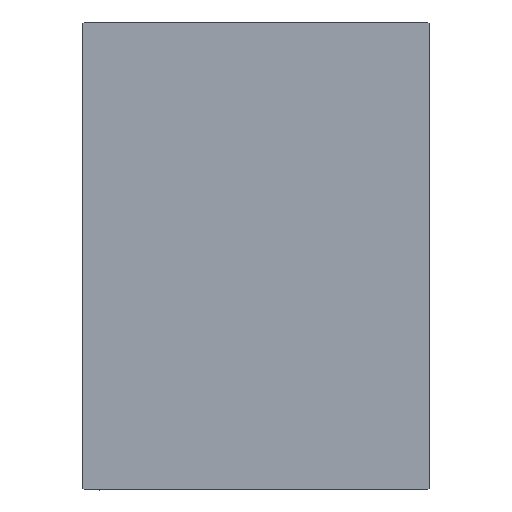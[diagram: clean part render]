
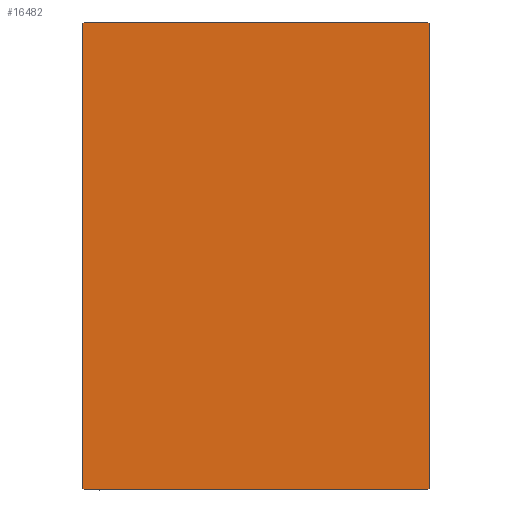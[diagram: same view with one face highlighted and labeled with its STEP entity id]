
A CAD part, left-side view. The second image highlights one B-rep face of the part: STEP entity #16482.
In plain terms, the highlighted face is planar.
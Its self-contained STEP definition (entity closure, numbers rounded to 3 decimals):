
#386 = EDGE_LOOP ( 'NONE', ( #4919, #6973, #30298, #1235, #30738, #14260, #14734, #39375 ) ) ;
#1235 = ORIENTED_EDGE ( 'NONE', *, *, #37042, .T. ) ;
#2429 = VECTOR ( 'NONE', #12021, 1000. ) ;
#4556 = CARTESIAN_POINT ( 'NONE',  ( 88., 31.2, 42.5 ) ) ;
#4919 = ORIENTED_EDGE ( 'NONE', *, *, #42031, .T. ) ;
#6900 = VERTEX_POINT ( 'NONE', #23995 ) ;
#6973 = ORIENTED_EDGE ( 'NONE', *, *, #14820, .T. ) ;
#7373 = VECTOR ( 'NONE', #26588, 1000. ) ;
#7405 = DIRECTION ( 'NONE',  ( 0., -1., 0. ) ) ;
#8080 = VECTOR ( 'NONE', #35503, 1000. ) ;
#8422 = VERTEX_POINT ( 'NONE', #4556 ) ;
#8640 = CARTESIAN_POINT ( 'NONE',  ( 88., -31.5, -42.5 ) ) ;
#10024 = CARTESIAN_POINT ( 'NONE',  ( 88., 31.5, -42.5 ) ) ;
#10896 = CARTESIAN_POINT ( 'NONE',  ( 88., 31.5, 42.5 ) ) ;
#12021 = DIRECTION ( 'NONE',  ( 0., -0.707, -0.707 ) ) ;
#13138 = CARTESIAN_POINT ( 'NONE',  ( 88., -31.5, 42.5 ) ) ;
#14260 = ORIENTED_EDGE ( 'NONE', *, *, #40602, .T. ) ;
#14734 = ORIENTED_EDGE ( 'NONE', *, *, #41462, .T. ) ;
#14820 = EDGE_CURVE ( 'NONE', #41096, #24874, #23403, .T. ) ;
#15404 = DIRECTION ( 'NONE',  ( 1., 0., 0. ) ) ;
#15619 = CARTESIAN_POINT ( 'NONE',  ( 88., 0., 0. ) ) ;
#16445 = LINE ( 'NONE', #13138, #7373 ) ;
#16482 = ADVANCED_FACE ( 'NONE', ( #18288 ), #32354, .T. ) ;
#17731 = CARTESIAN_POINT ( 'NONE',  ( 88., -31.5, 42.2 ) ) ;
#18288 = FACE_OUTER_BOUND ( 'NONE', #386, .T. ) ;
#18495 = CARTESIAN_POINT ( 'NONE',  ( 88., 31.2, -42.5 ) ) ;
#20062 = LINE ( 'NONE', #23807, #42462 ) ;
#20161 = VERTEX_POINT ( 'NONE', #17731 ) ;
#20767 = VECTOR ( 'NONE', #34036, 1000. ) ;
#21662 = LINE ( 'NONE', #8640, #8080 ) ;
#21885 = DIRECTION ( 'NONE',  ( 0., 0.707, -0.707 ) ) ;
#23403 = LINE ( 'NONE', #28975, #25004 ) ;
#23534 = VERTEX_POINT ( 'NONE', #42518 ) ;
#23807 = CARTESIAN_POINT ( 'NONE',  ( 88., 36.85, 36.85 ) ) ;
#23995 = CARTESIAN_POINT ( 'NONE',  ( 88., -31.5, -42.2 ) ) ;
#24874 = VERTEX_POINT ( 'NONE', #35896 ) ;
#24978 = VERTEX_POINT ( 'NONE', #43127 ) ;
#25004 = VECTOR ( 'NONE', #36832, 1000. ) ;
#25404 = CARTESIAN_POINT ( 'NONE',  ( 88., -36.85, -36.85 ) ) ;
#26588 = DIRECTION ( 'NONE',  ( 0., 0., -1. ) ) ;
#27635 = CARTESIAN_POINT ( 'NONE',  ( 88., 31.5, 42.2 ) ) ;
#27767 = VERTEX_POINT ( 'NONE', #27635 ) ;
#27849 = EDGE_CURVE ( 'NONE', #6900, #24978, #39472, .T. ) ;
#28645 = DIRECTION ( 'NONE',  ( 0., 0., -1. ) ) ;
#28975 = CARTESIAN_POINT ( 'NONE',  ( 88., 36.85, -36.85 ) ) ;
#30298 = ORIENTED_EDGE ( 'NONE', *, *, #38529, .T. ) ;
#30738 = ORIENTED_EDGE ( 'NONE', *, *, #40809, .T. ) ;
#32276 = VECTOR ( 'NONE', #21885, 1000. ) ;
#32354 = PLANE ( 'NONE',  #41237 ) ;
#34036 = DIRECTION ( 'NONE',  ( 0., 0., 1. ) ) ;
#35503 = DIRECTION ( 'NONE',  ( 0., 1., 0. ) ) ;
#35600 = LINE ( 'NONE', #10024, #20767 ) ;
#35602 = CARTESIAN_POINT ( 'NONE',  ( 88., -36.85, 36.85 ) ) ;
#35896 = CARTESIAN_POINT ( 'NONE',  ( 88., 31.5, -42.2 ) ) ;
#36832 = DIRECTION ( 'NONE',  ( 0., 0.707, 0.707 ) ) ;
#37042 = EDGE_CURVE ( 'NONE', #27767, #8422, #20062, .T. ) ;
#37559 = LINE ( 'NONE', #10896, #42567 ) ;
#38529 = EDGE_CURVE ( 'NONE', #24874, #27767, #35600, .T. ) ;
#39375 = ORIENTED_EDGE ( 'NONE', *, *, #27849, .T. ) ;
#39472 = LINE ( 'NONE', #25404, #32276 ) ;
#40602 = EDGE_CURVE ( 'NONE', #23534, #20161, #42166, .T. ) ;
#40720 = DIRECTION ( 'NONE',  ( 0., -0.707, 0.707 ) ) ;
#40809 = EDGE_CURVE ( 'NONE', #8422, #23534, #37559, .T. ) ;
#41096 = VERTEX_POINT ( 'NONE', #18495 ) ;
#41237 = AXIS2_PLACEMENT_3D ( 'NONE', #15619, #15404, #28645 ) ;
#41462 = EDGE_CURVE ( 'NONE', #20161, #6900, #16445, .T. ) ;
#42031 = EDGE_CURVE ( 'NONE', #24978, #41096, #21662, .T. ) ;
#42166 = LINE ( 'NONE', #35602, #2429 ) ;
#42462 = VECTOR ( 'NONE', #40720, 1000. ) ;
#42518 = CARTESIAN_POINT ( 'NONE',  ( 88., -31.2, 42.5 ) ) ;
#42567 = VECTOR ( 'NONE', #7405, 1000. ) ;
#43127 = CARTESIAN_POINT ( 'NONE',  ( 88., -31.2, -42.5 ) ) ;
